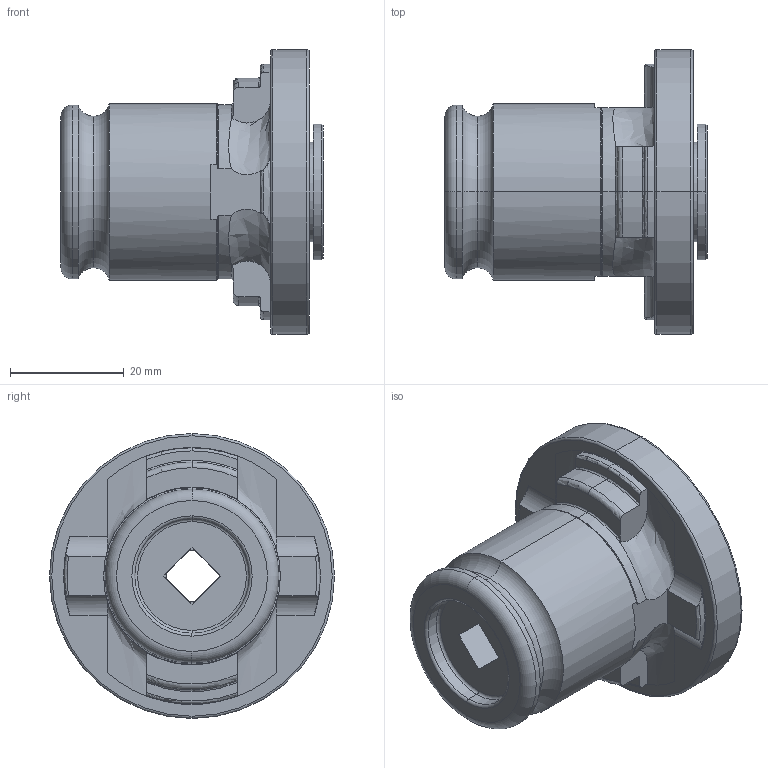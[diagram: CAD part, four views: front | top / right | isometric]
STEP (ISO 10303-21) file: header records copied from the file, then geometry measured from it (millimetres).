
FILE_DESCRIPTION (( 'STEP AP214' ), '1' );
FILE_NAME ('Go2.U09.K31.011.STEP', '2015-02-16T07:33:02', ( 'SWIAdmin' ), ( 'Hewlett-Packard Company' ), 'SwSTEP 2.0', 'SolidWorks 2012', '' );
FILE_SCHEMA (( 'AUTOMOTIVE_DESIGN' ));
Length unit declared in the file: millimetre
Products named in the file (2): Go2.U09.K31.011_A; Go2.U09.K31.011
Assembly tree (1 placements, depth 2):
  Go2.U09.K31.011
    Go2.U09.K31.011_A
Bounding box: 46 x 50 x 50 mm (x, y, z)
Volume: 36369.9 mm3; surface area: 11014.9 mm2
Topology: 1 solids, 1 shells, 128 faces, 329 edges, 208 vertices
Faces by surface type: torus 47, plane 42, cylinder 33, bspline 4, cone 2
Entity records: 4557 total; most frequent: CARTESIAN_POINT 1376, DIRECTION 670, ORIENTED_EDGE 658, EDGE_CURVE 329, AXIS2_PLACEMENT_3D 277, VERTEX_POINT 208, CIRCLE 149, EDGE_LOOP 135
